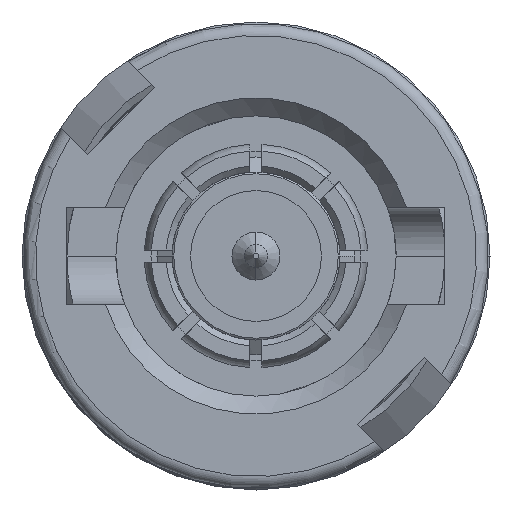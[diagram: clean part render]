
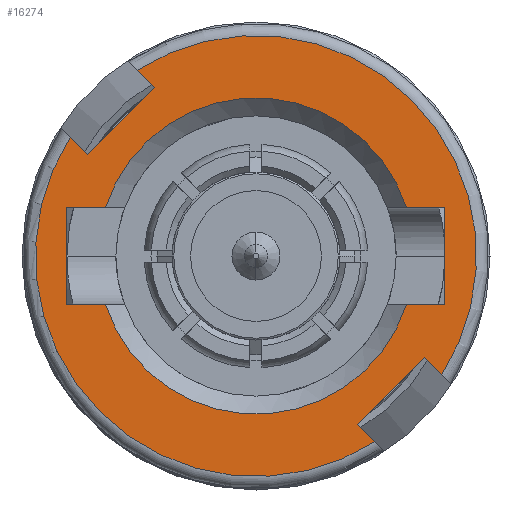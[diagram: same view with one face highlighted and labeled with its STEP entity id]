
A CAD part, left-side view. The second image highlights one B-rep face of the part: STEP entity #16274.
In plain terms, the highlighted planar face has unit normal (-1, 0, 0).
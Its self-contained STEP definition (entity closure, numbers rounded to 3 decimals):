
#4549=CARTESIAN_POINT('',(-16.49,0.,0.));
#4550=DIRECTION('',(1.,0.,0.));
#4551=DIRECTION('',(0.,-0.952,-0.307));
#4552=AXIS2_PLACEMENT_3D('',#4549,#4550,#4551);
#4554=DIRECTION('',(0.,0.,-1.));
#4555=VECTOR('',#4554,1.62);
#4556=CARTESIAN_POINT('',(-16.49,-3.15,0.81));
#4557=LINE('',#4556,#4555);
#4558=CARTESIAN_POINT('',(-16.49,0.,0.));
#4559=DIRECTION('',(1.,0.,0.));
#4560=DIRECTION('',(0.,0.952,0.307));
#4561=AXIS2_PLACEMENT_3D('',#4558,#4559,#4560);
#4563=DIRECTION('',(0.,0.,1.));
#4564=VECTOR('',#4563,1.62);
#4565=CARTESIAN_POINT('',(-16.49,3.15,-0.81));
#4566=LINE('',#4565,#4564);
#4567=DIRECTION('',(0.,0.707,0.707));
#4568=VECTOR('',#4567,0.414);
#4569=CARTESIAN_POINT('',(-16.49,-3.096,-1.979));
#4570=LINE('',#4569,#4568);
#4571=DIRECTION('',(0.,0.707,-0.707));
#4572=VECTOR('',#4571,1.58);
#4573=CARTESIAN_POINT('',(-16.49,-2.804,-1.686));
#4574=LINE('',#4573,#4572);
#4575=DIRECTION('',(0.,-0.707,-0.707));
#4576=VECTOR('',#4575,0.414);
#4577=CARTESIAN_POINT('',(-16.49,-1.686,-2.804));
#4578=LINE('',#4577,#4576);
#4579=DIRECTION('',(0.,-0.707,-0.707));
#4580=VECTOR('',#4579,0.414);
#4581=CARTESIAN_POINT('',(-16.49,3.096,1.979));
#4582=LINE('',#4581,#4580);
#4583=DIRECTION('',(0.,-0.707,0.707));
#4584=VECTOR('',#4583,1.58);
#4585=CARTESIAN_POINT('',(-16.49,2.804,1.686));
#4586=LINE('',#4585,#4584);
#4587=DIRECTION('',(0.,0.707,0.707));
#4588=VECTOR('',#4587,0.414);
#4589=CARTESIAN_POINT('',(-16.49,1.686,2.804));
#4590=LINE('',#4589,#4588);
#4591=CARTESIAN_POINT('',(-16.49,2.507,
-0.81));
#4597=DIRECTION('',(0.,1.,0.));
#4598=VECTOR('',#4597,0.643);
#4599=CARTESIAN_POINT('',(-16.49,2.507,
-0.81));
#4600=LINE('',#4599,#4598);
#4609=CARTESIAN_POINT('',(-16.49,-2.507,
-0.81));
#4619=DIRECTION('',(0.,1.,0.));
#4620=VECTOR('',#4619,0.643);
#4621=CARTESIAN_POINT('',(-16.49,-3.15,-0.81));
#4622=LINE('',#4621,#4620);
#4627=CARTESIAN_POINT('',(-16.49,-2.507,
0.81));
#4633=DIRECTION('',(0.,-1.,0.));
#4634=VECTOR('',#4633,0.643);
#4635=CARTESIAN_POINT('',(-16.49,-2.507,
0.81));
#4636=LINE('',#4635,#4634);
#4645=CARTESIAN_POINT('',(-16.49,2.507,
0.81));
#4655=DIRECTION('',(0.,-1.,0.));
#4656=VECTOR('',#4655,0.643);
#4657=CARTESIAN_POINT('',(-16.49,3.15,0.81));
#4658=LINE('',#4657,#4656);
#8678=CARTESIAN_POINT('',(-16.49,0.,0.));
#8679=DIRECTION('',(-1.,0.,0.));
#8680=DIRECTION('',(0.,0.843,0.539));
#8681=AXIS2_PLACEMENT_3D('',#8678,#8679,#8680);
#8726=CARTESIAN_POINT('',(-16.49,0.,0.));
#8727=DIRECTION('',(-1.,0.,0.));
#8728=DIRECTION('',(0.,-0.843,-0.539));
#8729=AXIS2_PLACEMENT_3D('',#8726,#8727,#8728);
#14459=VERTEX_POINT('',#4591);
#14463=VERTEX_POINT('',#4609);
#14464=VERTEX_POINT('',#4627);
#14468=VERTEX_POINT('',#4645);
#14513=CARTESIAN_POINT('',(-16.49,-2.804,-1.686));
#14515=VERTEX_POINT('',#14513);
#14517=CARTESIAN_POINT('',(-16.49,-1.686,-2.804));
#14519=VERTEX_POINT('',#14517);
#14521=CARTESIAN_POINT('',(-16.49,2.804,1.686));
#14523=VERTEX_POINT('',#14521);
#14525=CARTESIAN_POINT('',(-16.49,1.686,2.804));
#14527=VERTEX_POINT('',#14525);
#14533=CARTESIAN_POINT('',(-16.49,-3.096,-1.979));
#14534=VERTEX_POINT('',#14533);
#14535=CARTESIAN_POINT('',(-16.49,-1.979,-3.096));
#14536=VERTEX_POINT('',#14535);
#14537=CARTESIAN_POINT('',(-16.49,3.096,1.979));
#14538=VERTEX_POINT('',#14537);
#14539=CARTESIAN_POINT('',(-16.49,1.979,3.096));
#14540=VERTEX_POINT('',#14539);
#14565=CARTESIAN_POINT('',(-16.49,3.15,-0.81));
#14566=CARTESIAN_POINT('',(-16.49,3.15,0.81));
#14567=VERTEX_POINT('',#14565);
#14568=VERTEX_POINT('',#14566);
#14569=CARTESIAN_POINT('',(-16.49,-3.15,0.81));
#14570=CARTESIAN_POINT('',(-16.49,-3.15,-0.81));
#14571=VERTEX_POINT('',#14569);
#14572=VERTEX_POINT('',#14570);
#16233=CARTESIAN_POINT('',(-16.49,0.,0.));
#16234=DIRECTION('',(-1.,0.,0.));
#16235=DIRECTION('',(0.,-1.,0.));
#16236=AXIS2_PLACEMENT_3D('',#16233,#16234,#16235);
#16237=PLANE('',#16236);
#16239=ORIENTED_EDGE('',*,*,#16238,.T.);
#16241=ORIENTED_EDGE('',*,*,#16240,.T.);
#16243=ORIENTED_EDGE('',*,*,#16242,.T.);
#16245=ORIENTED_EDGE('',*,*,#16244,.F.);
#16247=ORIENTED_EDGE('',*,*,#16246,.T.);
#16249=ORIENTED_EDGE('',*,*,#16248,.T.);
#16251=ORIENTED_EDGE('',*,*,#16250,.T.);
#16253=ORIENTED_EDGE('',*,*,#16252,.F.);
#16254=EDGE_LOOP('',(#16239,#16241,#16243,#16245,#16247,#16249,#16251,#16253));
#16255=FACE_OUTER_BOUND('',#16254,.F.);
#16257=ORIENTED_EDGE('',*,*,#16256,.F.);
#16259=ORIENTED_EDGE('',*,*,#16258,.F.);
#16261=ORIENTED_EDGE('',*,*,#16260,.F.);
#16263=ORIENTED_EDGE('',*,*,#16262,.F.);
#16265=ORIENTED_EDGE('',*,*,#16264,.F.);
#16267=ORIENTED_EDGE('',*,*,#16266,.F.);
#16269=ORIENTED_EDGE('',*,*,#16268,.F.);
#16271=ORIENTED_EDGE('',*,*,#16270,.F.);
#16272=EDGE_LOOP('',(#16257,#16259,#16261,#16263,#16265,#16267,#16269,#16271));
#16273=FACE_BOUND('',#16272,.F.);
#4553=CIRCLE('',#4552,2.635);
#4562=CIRCLE('',#4561,2.635);
#8682=CIRCLE('',#8681,3.675);
#8730=CIRCLE('',#8729,3.675);
#16238=EDGE_CURVE('',#14534,#14515,#4570,.T.);
#16240=EDGE_CURVE('',#14515,#14519,#4574,.T.);
#16242=EDGE_CURVE('',#14519,#14536,#4578,.T.);
#16244=EDGE_CURVE('',#14538,#14536,#8682,.T.);
#16246=EDGE_CURVE('',#14538,#14523,#4582,.T.);
#16248=EDGE_CURVE('',#14523,#14527,#4586,.T.);
#16250=EDGE_CURVE('',#14527,#14540,#4590,.T.);
#16252=EDGE_CURVE('',#14534,#14540,#8730,.T.);
#16256=EDGE_CURVE('',#14463,#14459,#4553,.T.);
#16258=EDGE_CURVE('',#14572,#14463,#4622,.T.);
#16260=EDGE_CURVE('',#14571,#14572,#4557,.T.);
#16262=EDGE_CURVE('',#14464,#14571,#4636,.T.);
#16264=EDGE_CURVE('',#14468,#14464,#4562,.T.);
#16266=EDGE_CURVE('',#14568,#14468,#4658,.T.);
#16268=EDGE_CURVE('',#14567,#14568,#4566,.T.);
#16270=EDGE_CURVE('',#14459,#14567,#4600,.T.);
#16274=ADVANCED_FACE('',(#16255,#16273),#16237,.T.);
